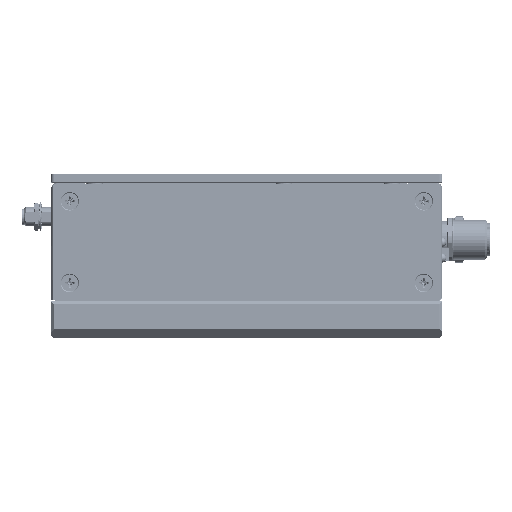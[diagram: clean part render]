
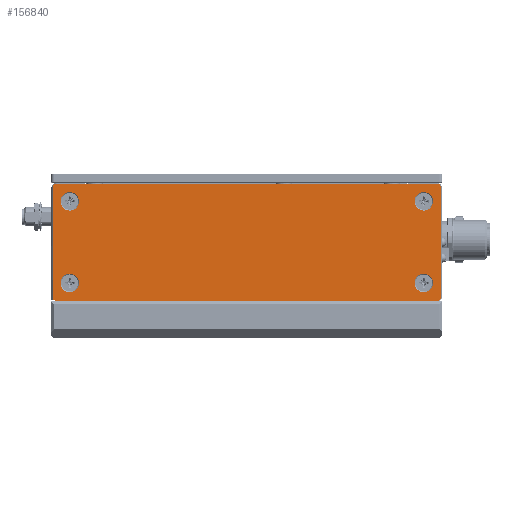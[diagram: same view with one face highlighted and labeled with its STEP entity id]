
A CAD part, left-side view. The second image highlights one B-rep face of the part: STEP entity #156840.
In plain terms, the highlighted planar face has unit normal (-1, 0, 0).
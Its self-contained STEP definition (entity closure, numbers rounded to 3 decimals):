
#3604=FACE_BOUND('',#18589,.T.);
#3605=FACE_BOUND('',#18590,.T.);
#3606=FACE_BOUND('',#18591,.T.);
#3607=FACE_BOUND('',#18592,.T.);
#4702=PLANE('',#166025);
#10383=FACE_OUTER_BOUND('',#18588,.T.);
#18588=EDGE_LOOP('',(#106111,#106112,#106113,#106114,#106115,#106116,#106117,
#106118));
#18589=EDGE_LOOP('',(#106119,#106120));
#18590=EDGE_LOOP('',(#106121,#106122));
#18591=EDGE_LOOP('',(#106123,#106124));
#18592=EDGE_LOOP('',(#106125,#106126));
#27904=LINE('',#230704,#43156);
#27908=LINE('',#230710,#43160);
#27909=LINE('',#230714,#43161);
#27910=LINE('',#230718,#43162);
#43156=VECTOR('',#183630,10.);
#43160=VECTOR('',#183636,10.);
#43161=VECTOR('',#183639,10.);
#43162=VECTOR('',#183642,10.);
#57564=CIRCLE('',#166011,3.);
#57565=CIRCLE('',#166012,3.);
#57566=CIRCLE('',#166014,3.);
#57567=CIRCLE('',#166015,3.);
#57568=CIRCLE('',#166017,3.);
#57569=CIRCLE('',#166018,3.);
#57570=CIRCLE('',#166020,3.);
#57571=CIRCLE('',#166021,3.);
#57572=CIRCLE('',#166023,1.);
#57573=CIRCLE('',#166026,1.);
#57574=CIRCLE('',#166027,1.);
#57575=CIRCLE('',#166028,1.);
#64130=VERTEX_POINT('',#230673);
#64131=VERTEX_POINT('',#230674);
#64132=VERTEX_POINT('',#230679);
#64133=VERTEX_POINT('',#230680);
#64134=VERTEX_POINT('',#230685);
#64135=VERTEX_POINT('',#230686);
#64136=VERTEX_POINT('',#230691);
#64137=VERTEX_POINT('',#230692);
#64138=VERTEX_POINT('',#230697);
#64139=VERTEX_POINT('',#230698);
#64140=VERTEX_POINT('',#230703);
#64141=VERTEX_POINT('',#230709);
#64142=VERTEX_POINT('',#230711);
#64143=VERTEX_POINT('',#230713);
#64144=VERTEX_POINT('',#230715);
#64145=VERTEX_POINT('',#230717);
#80201=EDGE_CURVE('',#64130,#64131,#57564,.T.);
#80202=EDGE_CURVE('',#64131,#64130,#57565,.T.);
#80204=EDGE_CURVE('',#64132,#64133,#57566,.T.);
#80205=EDGE_CURVE('',#64133,#64132,#57567,.T.);
#80207=EDGE_CURVE('',#64134,#64135,#57568,.T.);
#80208=EDGE_CURVE('',#64135,#64134,#57569,.T.);
#80210=EDGE_CURVE('',#64136,#64137,#57570,.T.);
#80211=EDGE_CURVE('',#64137,#64136,#57571,.T.);
#80213=EDGE_CURVE('',#64138,#64139,#57572,.T.);
#80216=EDGE_CURVE('',#64139,#64140,#27904,.T.);
#80220=EDGE_CURVE('',#64141,#64138,#27908,.T.);
#80221=EDGE_CURVE('',#64142,#64141,#57573,.T.);
#80222=EDGE_CURVE('',#64143,#64142,#27909,.T.);
#80223=EDGE_CURVE('',#64144,#64143,#57574,.T.);
#80224=EDGE_CURVE('',#64145,#64144,#27910,.T.);
#80225=EDGE_CURVE('',#64140,#64145,#57575,.T.);
#106111=ORIENTED_EDGE('',*,*,#80213,.F.);
#106112=ORIENTED_EDGE('',*,*,#80220,.F.);
#106113=ORIENTED_EDGE('',*,*,#80221,.F.);
#106114=ORIENTED_EDGE('',*,*,#80222,.F.);
#106115=ORIENTED_EDGE('',*,*,#80223,.F.);
#106116=ORIENTED_EDGE('',*,*,#80224,.F.);
#106117=ORIENTED_EDGE('',*,*,#80225,.F.);
#106118=ORIENTED_EDGE('',*,*,#80216,.F.);
#106119=ORIENTED_EDGE('',*,*,#80201,.T.);
#106120=ORIENTED_EDGE('',*,*,#80202,.T.);
#106121=ORIENTED_EDGE('',*,*,#80204,.T.);
#106122=ORIENTED_EDGE('',*,*,#80205,.T.);
#106123=ORIENTED_EDGE('',*,*,#80207,.T.);
#106124=ORIENTED_EDGE('',*,*,#80208,.T.);
#106125=ORIENTED_EDGE('',*,*,#80210,.T.);
#106126=ORIENTED_EDGE('',*,*,#80211,.T.);
#156840=ADVANCED_FACE('',(#10383,#3604,#3605,#3606,#3607),#4702,.T.);
#166011=AXIS2_PLACEMENT_3D('',#230675,#183596,#183597);
#166012=AXIS2_PLACEMENT_3D('',#230676,#183598,#183599);
#166014=AXIS2_PLACEMENT_3D('',#230681,#183603,#183604);
#166015=AXIS2_PLACEMENT_3D('',#230682,#183605,#183606);
#166017=AXIS2_PLACEMENT_3D('',#230687,#183610,#183611);
#166018=AXIS2_PLACEMENT_3D('',#230688,#183612,#183613);
#166020=AXIS2_PLACEMENT_3D('',#230693,#183617,#183618);
#166021=AXIS2_PLACEMENT_3D('',#230694,#183619,#183620);
#166023=AXIS2_PLACEMENT_3D('',#230699,#183624,#183625);
#166025=AXIS2_PLACEMENT_3D('',#230708,#183634,#183635);
#166026=AXIS2_PLACEMENT_3D('',#230712,#183637,#183638);
#166027=AXIS2_PLACEMENT_3D('',#230716,#183640,#183641);
#166028=AXIS2_PLACEMENT_3D('',#230719,#183643,#183644);
#183596=DIRECTION('center_axis',(1.,0.,0.));
#183597=DIRECTION('ref_axis',(0.,-1.,0.));
#183598=DIRECTION('center_axis',(1.,0.,0.));
#183599=DIRECTION('ref_axis',(0.,-1.,0.));
#183603=DIRECTION('center_axis',(1.,0.,0.));
#183604=DIRECTION('ref_axis',(0.,-1.,0.));
#183605=DIRECTION('center_axis',(1.,0.,0.));
#183606=DIRECTION('ref_axis',(0.,-1.,0.));
#183610=DIRECTION('center_axis',(1.,0.,0.));
#183611=DIRECTION('ref_axis',(0.,-1.,0.));
#183612=DIRECTION('center_axis',(1.,0.,0.));
#183613=DIRECTION('ref_axis',(0.,-1.,0.));
#183617=DIRECTION('center_axis',(1.,0.,0.));
#183618=DIRECTION('ref_axis',(0.,-1.,0.));
#183619=DIRECTION('center_axis',(1.,0.,0.));
#183620=DIRECTION('ref_axis',(0.,-1.,0.));
#183624=DIRECTION('center_axis',(1.,0.,0.));
#183625=DIRECTION('ref_axis',(0.,-0.707,-0.707));
#183630=DIRECTION('',(0.,1.,0.));
#183634=DIRECTION('center_axis',(-1.,0.,0.));
#183635=DIRECTION('ref_axis',(0.,-1.,0.));
#183636=DIRECTION('',(0.,0.,-1.));
#183637=DIRECTION('center_axis',(1.,0.,0.));
#183638=DIRECTION('ref_axis',(0.,-0.707,
0.707));
#183639=DIRECTION('',(0.,-1.,0.));
#183640=DIRECTION('center_axis',(1.,0.,0.));
#183641=DIRECTION('ref_axis',(0.,0.707,0.707));
#183642=DIRECTION('',(0.,0.,1.));
#183643=DIRECTION('center_axis',(1.,0.,0.));
#183644=DIRECTION('ref_axis',(0.,0.707,-0.707));
#230673=CARTESIAN_POINT('',(0.,3.,9.));
#230674=CARTESIAN_POINT('',(0.,9.,9.));
#230675=CARTESIAN_POINT('Origin',(0.,6.,
9.));
#230676=CARTESIAN_POINT('Origin',(0.,6.,
9.));
#230679=CARTESIAN_POINT('',(0.,3.,35.5));
#230680=CARTESIAN_POINT('',(0.,9.,35.5));
#230681=CARTESIAN_POINT('Origin',(0.,6.,
35.5));
#230682=CARTESIAN_POINT('Origin',(0.,6.,
35.5));
#230685=CARTESIAN_POINT('',(0.,118.,35.5));
#230686=CARTESIAN_POINT('',(0.,124.,35.5));
#230687=CARTESIAN_POINT('Origin',(0.,121.,
35.5));
#230688=CARTESIAN_POINT('Origin',(0.,121.,
35.5));
#230691=CARTESIAN_POINT('',(0.,118.,9.));
#230692=CARTESIAN_POINT('',(0.,124.,9.));
#230693=CARTESIAN_POINT('Origin',(0.,121.,
9.));
#230694=CARTESIAN_POINT('Origin',(0.,121.,
9.));
#230697=CARTESIAN_POINT('',(0.,0.5,4.25));
#230698=CARTESIAN_POINT('',(0.,1.5,3.25));
#230699=CARTESIAN_POINT('Origin',(0.,1.5,
4.25));
#230703=CARTESIAN_POINT('',(0.,125.5,3.25));
#230704=CARTESIAN_POINT('',(0.,126.5,3.25));
#230708=CARTESIAN_POINT('Origin',(0.,63.5,
22.25));
#230709=CARTESIAN_POINT('',(0.,0.5,40.25));
#230710=CARTESIAN_POINT('',(0.,0.5,3.25));
#230711=CARTESIAN_POINT('',(0.,1.5,41.25));
#230712=CARTESIAN_POINT('Origin',(0.,1.5,
40.25));
#230713=CARTESIAN_POINT('',(0.,125.5,41.25));
#230714=CARTESIAN_POINT('',(0.,0.5,41.25));
#230715=CARTESIAN_POINT('',(0.,126.5,40.25));
#230716=CARTESIAN_POINT('Origin',(0.,125.5,
40.25));
#230717=CARTESIAN_POINT('',(0.,126.5,4.25));
#230718=CARTESIAN_POINT('',(0.,126.5,41.25));
#230719=CARTESIAN_POINT('Origin',(0.,125.5,
4.25));
